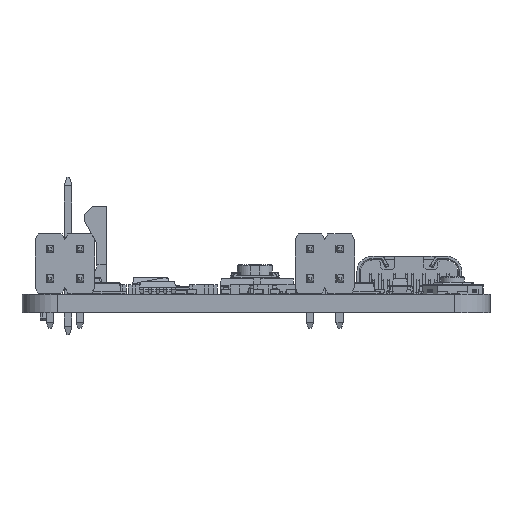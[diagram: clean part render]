
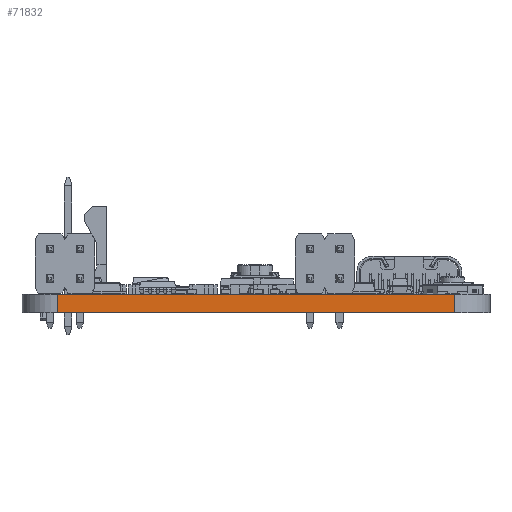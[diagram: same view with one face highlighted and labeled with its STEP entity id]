
A CAD part, left-side view. The second image highlights one B-rep face of the part: STEP entity #71832.
In plain terms, the highlighted planar face has unit normal (-1, 0, 0).
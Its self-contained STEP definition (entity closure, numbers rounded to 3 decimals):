
#7345=FACE_OUTER_BOUND('',#11230,.T.);
#11230=EDGE_LOOP('',(#49477,#49478,#49479,#49480));
#15294=LINE('',#102376,#23559);
#15295=LINE('',#102380,#23560);
#15296=LINE('',#102382,#23561);
#15297=LINE('',#102383,#23562);
#23559=VECTOR('',#82351,1.);
#23560=VECTOR('',#82356,1.);
#23561=VECTOR('',#82357,1.);
#23562=VECTOR('',#82358,1.);
#31826=VERTEX_POINT('',#102373);
#31827=VERTEX_POINT('',#102375);
#31828=VERTEX_POINT('',#102379);
#31829=VERTEX_POINT('',#102381);
#38994=EDGE_CURVE('',#31826,#31827,#15294,.T.);
#38996=EDGE_CURVE('',#31826,#31828,#15295,.T.);
#38997=EDGE_CURVE('',#31828,#31829,#15296,.T.);
#38998=EDGE_CURVE('',#31827,#31829,#15297,.T.);
#49477=ORIENTED_EDGE('',*,*,#38994,.F.);
#49478=ORIENTED_EDGE('',*,*,#38996,.T.);
#49479=ORIENTED_EDGE('',*,*,#38997,.T.);
#49480=ORIENTED_EDGE('',*,*,#38998,.F.);
#69117=PLANE('',#76373);
#71832=ADVANCED_FACE('',(#7345),#69117,.F.);
#76373=AXIS2_PLACEMENT_3D('',#102378,#82354,#82355);
#82351=DIRECTION('',(0.,0.,1.));
#82354=DIRECTION('center_axis',(1.,0.,0.));
#82355=DIRECTION('ref_axis',(0.,-1.,0.));
#82356=DIRECTION('',(0.,-1.,0.));
#82357=DIRECTION('',(0.,0.,1.));
#82358=DIRECTION('',(0.,-1.,0.));
#102373=CARTESIAN_POINT('',(-3.,37.002,0.));
#102375=CARTESIAN_POINT('',(-3.,37.002,1.591));
#102376=CARTESIAN_POINT('',(-3.,37.002,0.));
#102378=CARTESIAN_POINT('Origin',(-3.,37.002,0.));
#102379=CARTESIAN_POINT('',(-3.,3.002,0.));
#102380=CARTESIAN_POINT('',(-3.,37.002,0.));
#102381=CARTESIAN_POINT('',(-3.,3.002,1.591));
#102382=CARTESIAN_POINT('',(-3.,3.002,0.));
#102383=CARTESIAN_POINT('',(-3.,37.002,1.591));
